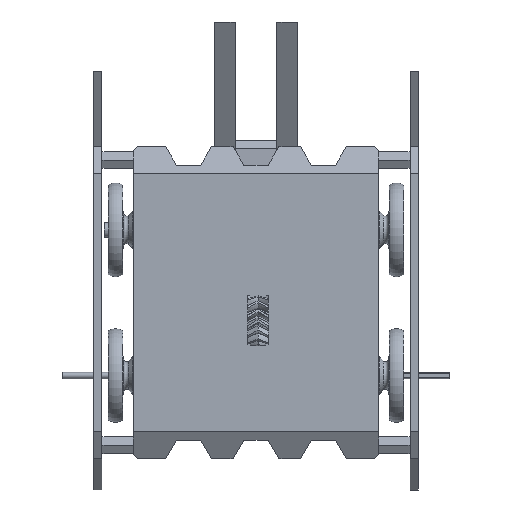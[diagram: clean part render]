
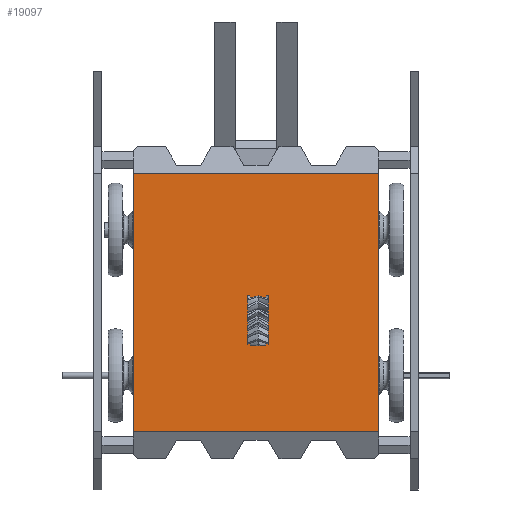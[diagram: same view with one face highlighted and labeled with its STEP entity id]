
A CAD part, front view. The second image highlights one B-rep face of the part: STEP entity #19097.
In plain terms, the highlighted planar face has unit normal (0, -1, 0).
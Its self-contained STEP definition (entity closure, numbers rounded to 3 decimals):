
#2699=FACE_OUTER_BOUND('',#3771,.T.);
#3771=EDGE_LOOP('',(#13591,#13592,#13593,#13594));
#4803=LINE('',#26157,#6326);
#4836=LINE('',#26222,#6359);
#5212=LINE('',#27172,#6735);
#5213=LINE('',#27173,#6736);
#6326=VECTOR('',#21859,10.);
#6359=VECTOR('',#21898,10.);
#6735=VECTOR('',#22796,10.);
#6736=VECTOR('',#22797,10.);
#7847=VERTEX_POINT('',#26154);
#7848=VERTEX_POINT('',#26156);
#7877=VERTEX_POINT('',#26221);
#8190=VERTEX_POINT('',#27171);
#9764=EDGE_CURVE('',#7848,#7847,#4803,.T.);
#9797=EDGE_CURVE('',#7848,#7877,#4836,.T.);
#10263=EDGE_CURVE('',#8190,#7847,#5212,.T.);
#10264=EDGE_CURVE('',#7877,#8190,#5213,.T.);
#13591=ORIENTED_EDGE('',*,*,#9764,.T.);
#13592=ORIENTED_EDGE('',*,*,#10263,.F.);
#13593=ORIENTED_EDGE('',*,*,#10264,.F.);
#13594=ORIENTED_EDGE('',*,*,#9797,.F.);
#18499=PLANE('',#20723);
#19097=ADVANCED_FACE('',(#2699),#18499,.T.);
#20723=AXIS2_PLACEMENT_3D('',#27170,#22794,#22795);
#21859=DIRECTION('',(1.,0.,0.));
#21898=DIRECTION('',(0.,0.,1.));
#22794=DIRECTION('center_axis',(0.,-1.,0.));
#22795=DIRECTION('ref_axis',(0.,0.,-1.));
#22796=DIRECTION('',(0.,0.,-1.));
#22797=DIRECTION('',(1.,0.,0.));
#26154=CARTESIAN_POINT('',(59.,-15.,-62.01));
#26156=CARTESIAN_POINT('',(-59.,-15.,-62.01));
#26157=CARTESIAN_POINT('',(0.,-15.,-62.01));
#26221=CARTESIAN_POINT('',(-59.,-15.,62.01));
#26222=CARTESIAN_POINT('',(-59.,-15.,75.));
#27170=CARTESIAN_POINT('Origin',(0.,-15.,62.01));
#27171=CARTESIAN_POINT('',(59.,-15.,62.01));
#27172=CARTESIAN_POINT('',(59.,-15.,75.));
#27173=CARTESIAN_POINT('',(0.,-15.,62.01));
